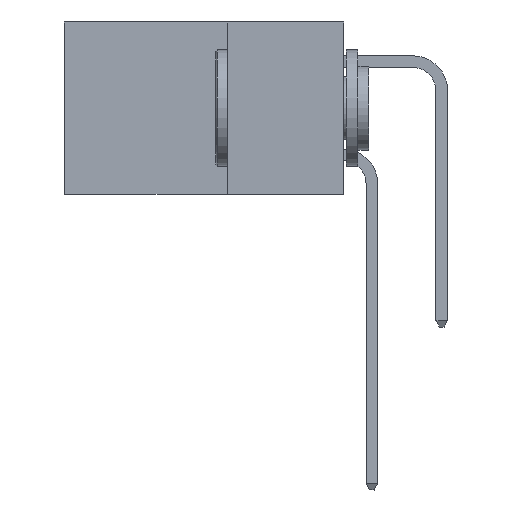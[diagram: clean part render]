
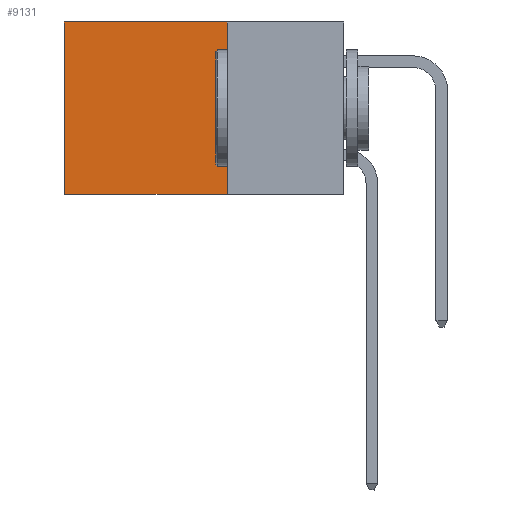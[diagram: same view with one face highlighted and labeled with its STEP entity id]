
A CAD part, left-side view. The second image highlights one B-rep face of the part: STEP entity #9131.
In plain terms, the highlighted planar face has unit normal (-1, 0, 0).
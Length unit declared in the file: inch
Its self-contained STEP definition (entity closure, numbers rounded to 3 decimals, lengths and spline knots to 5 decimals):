
#784 = CARTESIAN_POINT ( 'NONE',  ( 0.2615, 0.25, -0.37 ) ) ;
#871 = DIRECTION ( 'NONE',  ( 0., 0., -1. ) ) ;
#1365 = CARTESIAN_POINT ( 'NONE',  ( 0.2615, 0.25, -0.37 ) ) ;
#1947 = LINE ( 'NONE', #18531, #5695 ) ;
#2329 = ORIENTED_EDGE ( 'NONE', *, *, #5538, .F. ) ;
#2661 = CARTESIAN_POINT ( 'NONE',  ( 0.2615, 0.6, -0.37 ) ) ;
#2754 = CARTESIAN_POINT ( 'NONE',  ( 0.2615, 0.25, 0. ) ) ;
#3663 = ORIENTED_EDGE ( 'NONE', *, *, #12203, .T. ) ;
#5538 = EDGE_CURVE ( 'NONE', #10626, #8529, #1947, .T. ) ;
#5695 = VECTOR ( 'NONE', #13798, 39.37008 ) ;
#5871 = DIRECTION ( 'NONE',  ( 0., 1., 0. ) ) ;
#6607 = VERTEX_POINT ( 'NONE', #9969 ) ;
#6613 = PLANE ( 'NONE',  #9376 ) ;
#7173 = ORIENTED_EDGE ( 'NONE', *, *, #20578, .F. ) ;
#7429 = VECTOR ( 'NONE', #5871, 39.37008 ) ;
#7788 = FACE_OUTER_BOUND ( 'NONE', #18495, .T. ) ;
#7873 = VECTOR ( 'NONE', #871, 39.37008 ) ;
#8529 = VERTEX_POINT ( 'NONE', #11842 ) ;
#8639 = VERTEX_POINT ( 'NONE', #2754 ) ;
#8835 = LINE ( 'NONE', #9136, #7429 ) ;
#9131 = ADVANCED_FACE ( 'NONE', ( #7788 ), #6613, .F. ) ;
#9136 = CARTESIAN_POINT ( 'NONE',  ( 0.2615, 0.25, 0. ) ) ;
#9221 = DIRECTION ( 'NONE',  ( 0., 0., -1. ) ) ;
#9376 = AXIS2_PLACEMENT_3D ( 'NONE', #1365, #14209, #11165 ) ;
#9969 = CARTESIAN_POINT ( 'NONE',  ( 0.2615, 0.6, 0. ) ) ;
#10626 = VERTEX_POINT ( 'NONE', #11748 ) ;
#10659 = LINE ( 'NONE', #784, #7873 ) ;
#11165 = DIRECTION ( 'NONE',  ( 0., 0., -1. ) ) ;
#11748 = CARTESIAN_POINT ( 'NONE',  ( 0.2615, 0.25, -0.37 ) ) ;
#11842 = CARTESIAN_POINT ( 'NONE',  ( 0.2615, 0.6, -0.37 ) ) ;
#12203 = EDGE_CURVE ( 'NONE', #6607, #8529, #13721, .T. ) ;
#12936 = ORIENTED_EDGE ( 'NONE', *, *, #13495, .T. ) ;
#13495 = EDGE_CURVE ( 'NONE', #8639, #6607, #8835, .T. ) ;
#13721 = LINE ( 'NONE', #2661, #14167 ) ;
#13798 = DIRECTION ( 'NONE',  ( 0., 1., 0. ) ) ;
#14167 = VECTOR ( 'NONE', #9221, 39.37008 ) ;
#14209 = DIRECTION ( 'NONE',  ( 1., 0., 0. ) ) ;
#18495 = EDGE_LOOP ( 'NONE', ( #3663, #2329, #7173, #12936 ) ) ;
#18531 = CARTESIAN_POINT ( 'NONE',  ( 0.2615, 0.25, -0.37 ) ) ;
#20578 = EDGE_CURVE ( 'NONE', #8639, #10626, #10659, .T. ) ;
